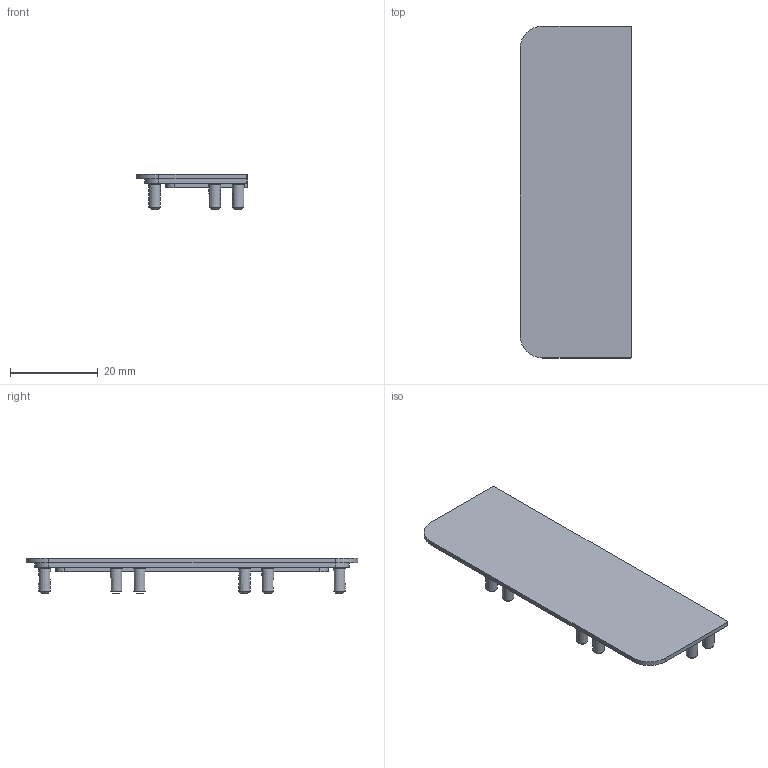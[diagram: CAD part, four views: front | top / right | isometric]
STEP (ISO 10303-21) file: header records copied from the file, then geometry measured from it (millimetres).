
FILE_DESCRIPTION(/* description */ (''),/* implementation_level */ '2;1');
FILE_NAME(/* name */ 'PA-ZASVELO-CP.stp',/* time_stamp */ '2021-10-19T08:57:10+02:00',/* author */ ('tomaszw'),/* organization */ (''),/* preprocessor_version */ 'ST-DEVELOPER v18.1',/* originating_system */ 'Autodesk Inventor 2021',/* authorisation */ '');
FILE_SCHEMA (('AUTOMOTIVE_DESIGN { 1 0 10303 214 3 1 1 }'));
Length unit declared in the file: millimetre
Products named in the file (1): GTV-237_1_1 Zaślepka niepełna L_ 
lewa
Bounding box: 25.5 x 75.6 x 8 mm (x, y, z)
Volume: 3938.3 mm3; surface area: 4806.3 mm2
Topology: 1 solids, 1 shells, 100 faces, 249 edges, 162 vertices
Faces by surface type: plane 57, cone 16, cylinder 13, torus 8, bspline 6
Entity records: 3053 total; most frequent: CARTESIAN_POINT 590, ORIENTED_EDGE 498, DIRECTION 497, EDGE_CURVE 249, LINE 167, VECTOR 167, AXIS2_PLACEMENT_3D 165, VERTEX_POINT 162
